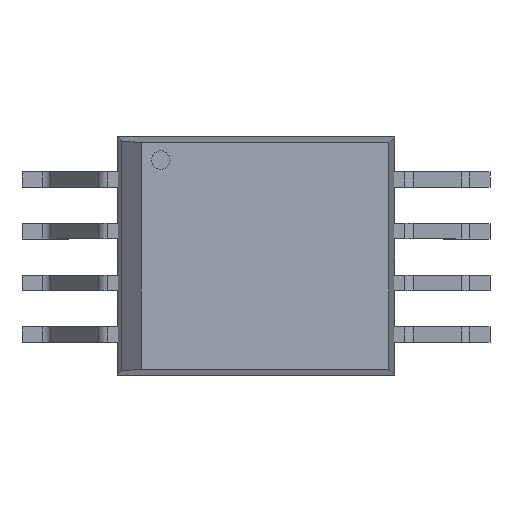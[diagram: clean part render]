
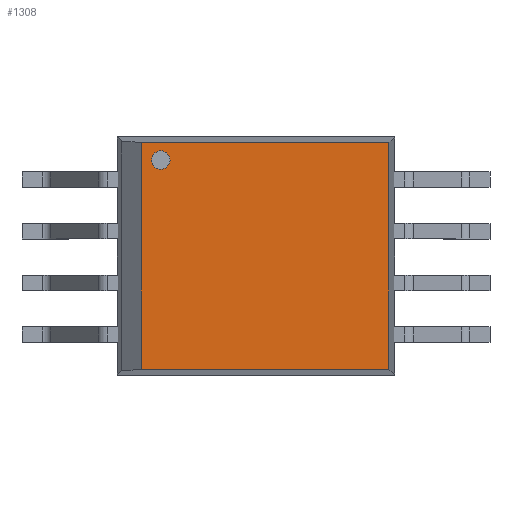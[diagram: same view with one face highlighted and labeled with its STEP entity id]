
A CAD part, top view. The second image highlights one B-rep face of the part: STEP entity #1308.
In plain terms, the highlighted planar face has unit normal (0, 0, 1).
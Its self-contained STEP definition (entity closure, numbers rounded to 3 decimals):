
#404 = VERTEX_POINT('',#405);
#405 = CARTESIAN_POINT('',(3.194,2.786,3.38));
#411 = EDGE_CURVE('',#404,#412,#414,.T.);
#412 = VERTEX_POINT('',#413);
#413 = CARTESIAN_POINT('',(3.194,-2.786,3.38));
#414 = LINE('',#415,#416);
#415 = CARTESIAN_POINT('',(3.194,2.925,3.38));
#416 = VECTOR('',#417,1.);
#417 = DIRECTION('',(0.,-1.,0.));
#1274 = EDGE_CURVE('',#412,#1275,#1277,.T.);
#1275 = VERTEX_POINT('',#1276);
#1276 = CARTESIAN_POINT('',(-2.885,-2.786,3.38));
#1277 = LINE('',#1278,#1279);
#1278 = CARTESIAN_POINT('',(3.333,-2.786,3.38));
#1279 = VECTOR('',#1280,1.);
#1280 = DIRECTION('',(-1.,0.,0.));
#1308 = ADVANCED_FACE('',(#1309,#1329),#1347,.F.);
#1309 = FACE_BOUND('',#1310,.T.);
#1310 = EDGE_LOOP('',(#1311,#1322));
#1311 = ORIENTED_EDGE('',*,*,#1312,.F.);
#1312 = EDGE_CURVE('',#1313,#1315,#1317,.T.);
#1313 = VERTEX_POINT('',#1314);
#1314 = CARTESIAN_POINT('',(-2.409,2.129,3.38));
#1315 = VERTEX_POINT('',#1316);
#1316 = CARTESIAN_POINT('',(-2.409,2.582,3.38));
#1317 = CIRCLE('',#1318,0.227);
#1318 = AXIS2_PLACEMENT_3D('',#1319,#1320,#1321);
#1319 = CARTESIAN_POINT('',(-2.409,2.356,3.38));
#1320 = DIRECTION('',(0.,0.,1.));
#1321 = DIRECTION('',(0.,-1.,0.));
#1322 = ORIENTED_EDGE('',*,*,#1323,.F.);
#1323 = EDGE_CURVE('',#1315,#1313,#1324,.T.);
#1324 = CIRCLE('',#1325,0.227);
#1325 = AXIS2_PLACEMENT_3D('',#1326,#1327,#1328);
#1326 = CARTESIAN_POINT('',(-2.409,2.356,3.38));
#1327 = DIRECTION('',(0.,0.,1.));
#1328 = DIRECTION('',(0.,-1.,0.));
#1329 = FACE_BOUND('',#1330,.T.);
#1330 = EDGE_LOOP('',(#1331,#1332,#1333,#1341));
#1331 = ORIENTED_EDGE('',*,*,#1274,.F.);
#1332 = ORIENTED_EDGE('',*,*,#411,.F.);
#1333 = ORIENTED_EDGE('',*,*,#1334,.F.);
#1334 = EDGE_CURVE('',#1335,#404,#1337,.T.);
#1335 = VERTEX_POINT('',#1336);
#1336 = CARTESIAN_POINT('',(-2.885,2.786,3.38));
#1337 = LINE('',#1338,#1339);
#1338 = CARTESIAN_POINT('',(-3.474,2.786,3.38));
#1339 = VECTOR('',#1340,1.);
#1340 = DIRECTION('',(1.,0.,0.));
#1341 = ORIENTED_EDGE('',*,*,#1342,.F.);
#1342 = EDGE_CURVE('',#1275,#1335,#1343,.T.);
#1343 = LINE('',#1344,#1345);
#1344 = CARTESIAN_POINT('',(-2.885,0.,3.38));
#1345 = VECTOR('',#1346,1.);
#1346 = DIRECTION('',(0.,1.,0.));
#1347 = PLANE('',#1348);
#1348 = AXIS2_PLACEMENT_3D('',#1349,#1350,#1351);
#1349 = CARTESIAN_POINT('',(-0.071,0.,3.38)
  );
#1350 = DIRECTION('',(0.,0.,-1.));
#1351 = DIRECTION('',(0.,-1.,0.));
